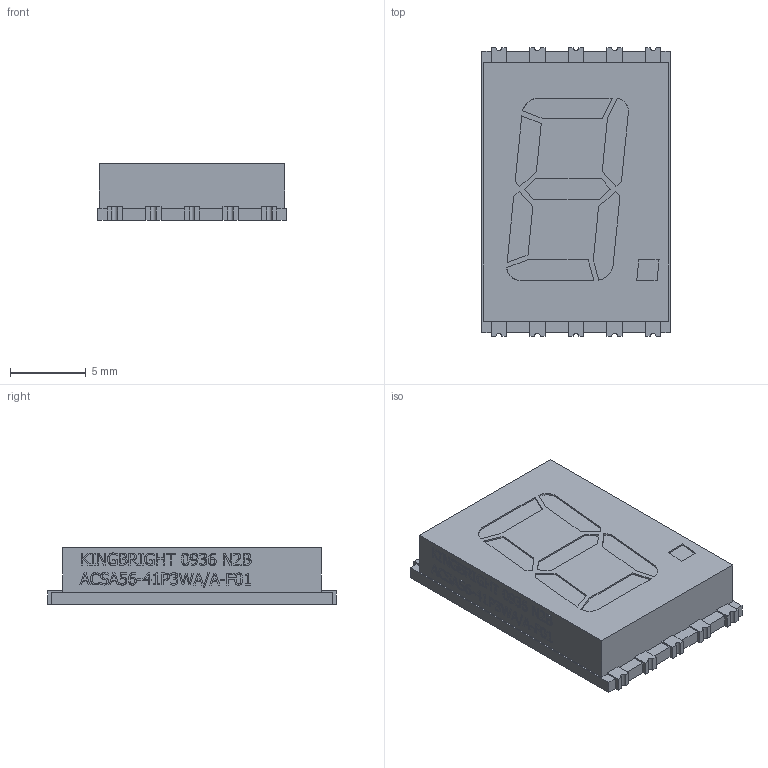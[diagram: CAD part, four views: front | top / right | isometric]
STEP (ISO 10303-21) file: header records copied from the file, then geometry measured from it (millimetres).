
FILE_DESCRIPTION (( 'STEP AP214' ), '1' );
FILE_NAME ('User Library-ACSA56_Blue.STEP', '2018-09-27T21:00:17', ( '' ), ( '' ), 'SwSTEP 2.0', 'SolidWorks 2018', '' );
FILE_SCHEMA (( 'AUTOMOTIVE_DESIGN' ));
Length unit declared in the file: inch
Products named in the file (1): User Library-ACSA56_Blue
Bounding box: 12.4 x 19 x 3.75 mm (x, y, z)
Volume: 793.3 mm3; surface area: 702.8 mm2
Topology: 1 solids, 1 shells, 725 faces, 1989 edges, 1326 vertices
Faces by surface type: plane 463, bspline 252, cylinder 10
Entity records: 33492 total; most frequent: CARTESIAN_POINT 7309, ORIENTED_EDGE 3978, DIRECTION 2453, EDGE_CURVE 1989, LINE 1465, VECTOR 1465, VERTEX_POINT 1326, EDGE_LOOP 785
